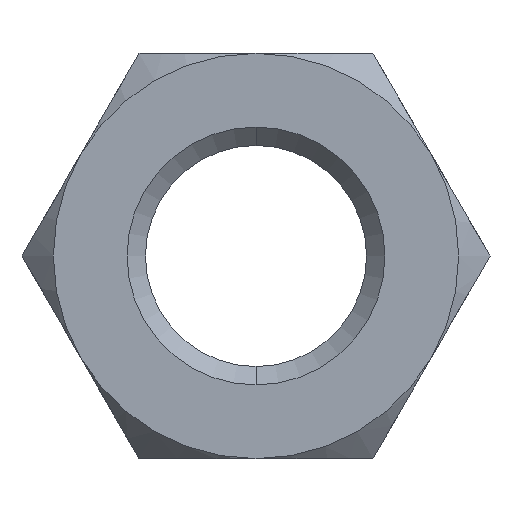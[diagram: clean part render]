
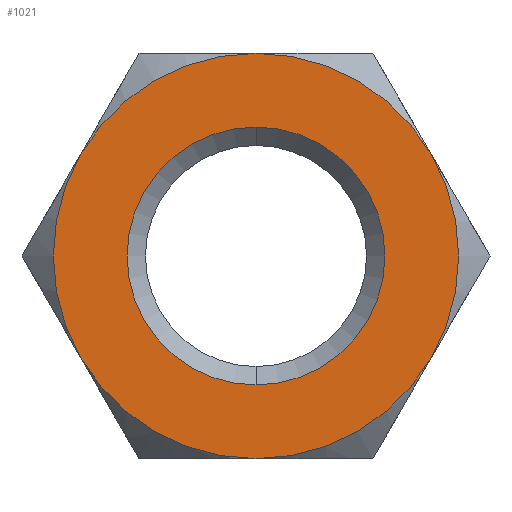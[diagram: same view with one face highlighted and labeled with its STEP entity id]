
A CAD part, front view. The second image highlights one B-rep face of the part: STEP entity #1021.
In plain terms, the highlighted planar face has unit normal (0, -1, 0).
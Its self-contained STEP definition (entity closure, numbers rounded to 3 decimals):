
#6 = CARTESIAN_POINT ( 'NONE',  ( 0., 0., 0. ) ) ;
#10 = CIRCLE ( 'NONE', #967, 2.75 ) ;
#12 = CARTESIAN_POINT ( 'NONE',  ( 0., 0., -2.75 ) ) ;
#44 = ORIENTED_EDGE ( 'NONE', *, *, #985, .F. ) ;
#54 = VERTEX_POINT ( 'NONE', #773 ) ;
#64 = DIRECTION ( 'NONE',  ( 0., 0., 1. ) ) ;
#69 = CARTESIAN_POINT ( 'NONE',  ( 0., 0., 0. ) ) ;
#75 = DIRECTION ( 'NONE',  ( 0., 1., 0. ) ) ;
#76 = AXIS2_PLACEMENT_3D ( 'NONE', #69, #707, #234 ) ;
#88 = CARTESIAN_POINT ( 'NONE',  ( 0., 0., 0. ) ) ;
#134 = VERTEX_POINT ( 'NONE', #213 ) ;
#143 = ORIENTED_EDGE ( 'NONE', *, *, #335, .F. ) ;
#181 = EDGE_CURVE ( 'NONE', #54, #781, #986, .T. ) ;
#187 = CIRCLE ( 'NONE', #571, 1.75 ) ;
#202 = DIRECTION ( 'NONE',  ( 1., 0., 0. ) ) ;
#205 = AXIS2_PLACEMENT_3D ( 'NONE', #6, #75, #64 ) ;
#213 = CARTESIAN_POINT ( 'NONE',  ( 0., 0., -1.75 ) ) ;
#215 = CARTESIAN_POINT ( 'NONE',  ( 2.382, 0., 1.375 ) ) ;
#226 = EDGE_CURVE ( 'NONE', #1027, #134, #187, .T. ) ;
#228 = DIRECTION ( 'NONE',  ( 0., 1., 0. ) ) ;
#234 = DIRECTION ( 'NONE',  ( 0., 0., 1. ) ) ;
#241 = CIRCLE ( 'NONE', #897, 2.75 ) ;
#247 = DIRECTION ( 'NONE',  ( 0., 0., 1. ) ) ;
#279 = CARTESIAN_POINT ( 'NONE',  ( 0., 0., 1.75 ) ) ;
#285 = DIRECTION ( 'NONE',  ( 0., 0., 1. ) ) ;
#292 = AXIS2_PLACEMENT_3D ( 'NONE', #88, #425, #340 ) ;
#309 = AXIS2_PLACEMENT_3D ( 'NONE', #775, #908, #202 ) ;
#335 = EDGE_CURVE ( 'NONE', #644, #770, #486, .T. ) ;
#340 = DIRECTION ( 'NONE',  ( 0., 0., 1. ) ) ;
#344 = EDGE_LOOP ( 'NONE', ( #865, #426, #44, #810, #143, #399 ) ) ;
#384 = DIRECTION ( 'NONE',  ( 0., 1., 0. ) ) ;
#390 = DIRECTION ( 'NONE',  ( 0., 0., 1. ) ) ;
#395 = CIRCLE ( 'NONE', #76, 2.75 ) ;
#399 = ORIENTED_EDGE ( 'NONE', *, *, #936, .F. ) ;
#412 = EDGE_LOOP ( 'NONE', ( #624, #903 ) ) ;
#425 = DIRECTION ( 'NONE',  ( 0., 1., 0. ) ) ;
#426 = ORIENTED_EDGE ( 'NONE', *, *, #181, .F. ) ;
#434 = CARTESIAN_POINT ( 'NONE',  ( 0., 0., 0. ) ) ;
#486 = CIRCLE ( 'NONE', #292, 2.75 ) ;
#518 = EDGE_CURVE ( 'NONE', #781, #959, #395, .T. ) ;
#528 = CARTESIAN_POINT ( 'NONE',  ( 0., 0., 0. ) ) ;
#537 = CARTESIAN_POINT ( 'NONE',  ( 0., 0., 0. ) ) ;
#569 = CARTESIAN_POINT ( 'NONE',  ( 0., 0., 2.75 ) ) ;
#571 = AXIS2_PLACEMENT_3D ( 'NONE', #623, #954, #868 ) ;
#576 = CARTESIAN_POINT ( 'NONE',  ( 0., 0., 0. ) ) ;
#585 = DIRECTION ( 'NONE',  ( 0., 1., 0. ) ) ;
#601 = FACE_OUTER_BOUND ( 'NONE', #344, .T. ) ;
#603 = CARTESIAN_POINT ( 'NONE',  ( -2.382, 0., -1.375 ) ) ;
#623 = CARTESIAN_POINT ( 'NONE',  ( 0., 0., 0. ) ) ;
#624 = ORIENTED_EDGE ( 'NONE', *, *, #804, .T. ) ;
#644 = VERTEX_POINT ( 'NONE', #787 ) ;
#701 = EDGE_CURVE ( 'NONE', #770, #837, #241, .T. ) ;
#707 = DIRECTION ( 'NONE',  ( 0., 1., 0. ) ) ;
#749 = PLANE ( 'NONE',  #309 ) ;
#753 = CIRCLE ( 'NONE', #1004, 2.75 ) ;
#769 = DIRECTION ( 'NONE',  ( 0., 0., 1. ) ) ;
#770 = VERTEX_POINT ( 'NONE', #12 ) ;
#773 = CARTESIAN_POINT ( 'NONE',  ( -2.382, 0., 1.375 ) ) ;
#775 = CARTESIAN_POINT ( 'NONE',  ( 0., 0., 0. ) ) ;
#781 = VERTEX_POINT ( 'NONE', #569 ) ;
#787 = CARTESIAN_POINT ( 'NONE',  ( 2.382, 0., -1.375 ) ) ;
#804 = EDGE_CURVE ( 'NONE', #134, #1027, #839, .T. ) ;
#806 = AXIS2_PLACEMENT_3D ( 'NONE', #434, #585, #285 ) ;
#810 = ORIENTED_EDGE ( 'NONE', *, *, #701, .F. ) ;
#830 = FACE_BOUND ( 'NONE', #412, .T. ) ;
#837 = VERTEX_POINT ( 'NONE', #603 ) ;
#839 = CIRCLE ( 'NONE', #806, 1.75 ) ;
#865 = ORIENTED_EDGE ( 'NONE', *, *, #518, .F. ) ;
#868 = DIRECTION ( 'NONE',  ( 0., 0., 1. ) ) ;
#897 = AXIS2_PLACEMENT_3D ( 'NONE', #576, #960, #247 ) ;
#903 = ORIENTED_EDGE ( 'NONE', *, *, #226, .T. ) ;
#908 = DIRECTION ( 'NONE',  ( 0., 1., 0. ) ) ;
#936 = EDGE_CURVE ( 'NONE', #959, #644, #10, .T. ) ;
#954 = DIRECTION ( 'NONE',  ( 0., 1., 0. ) ) ;
#959 = VERTEX_POINT ( 'NONE', #215 ) ;
#960 = DIRECTION ( 'NONE',  ( 0., 1., 0. ) ) ;
#967 = AXIS2_PLACEMENT_3D ( 'NONE', #537, #228, #390 ) ;
#985 = EDGE_CURVE ( 'NONE', #837, #54, #753, .T. ) ;
#986 = CIRCLE ( 'NONE', #205, 2.75 ) ;
#1004 = AXIS2_PLACEMENT_3D ( 'NONE', #528, #384, #769 ) ;
#1021 = ADVANCED_FACE ( 'NONE', ( #601, #830 ), #749, .F. ) ;
#1027 = VERTEX_POINT ( 'NONE', #279 ) ;
